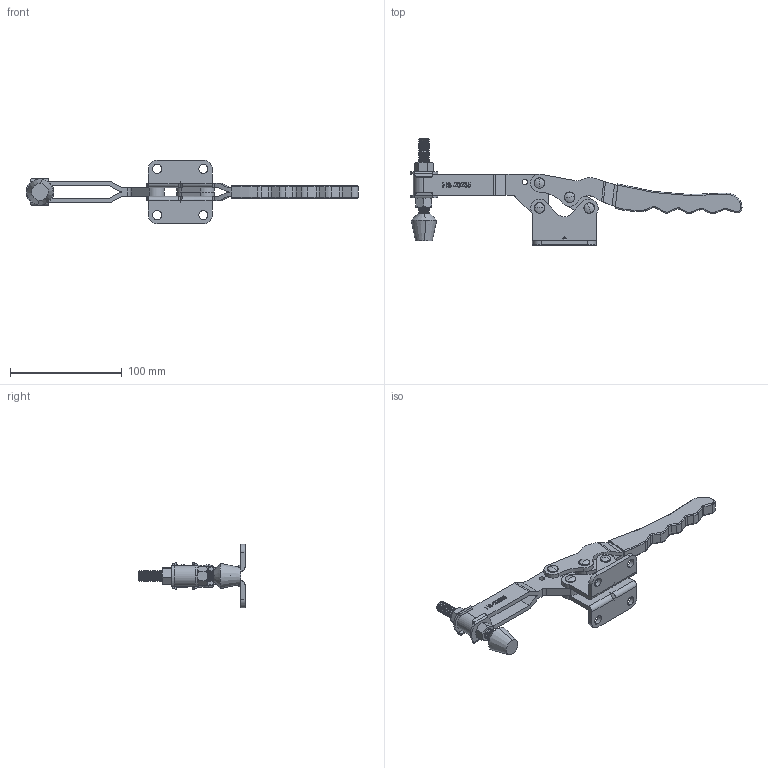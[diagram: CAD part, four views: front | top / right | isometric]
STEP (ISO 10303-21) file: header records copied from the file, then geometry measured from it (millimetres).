
FILE_DESCRIPTION (( 'STEP AP203' ), '1' );
FILE_NAME ('HS-20235.STEP', '2019-10-15T05:58:32', ( '微软用户' ), ( '微软中国' ), 'SwSTEP 2.0', 'SolidWorks 2012', '' );
FILE_SCHEMA (( 'CONFIG_CONTROL_DESIGN' ));
Length unit declared in the file: millimetre
Products named in the file (10): HS-20235; 隊; hex nut_ai_HNUT 0.3750-16-D-N; hex finished bolt_ai_HFBOLT 0.375-16x3x3-S; 揤輸; FW-380; 忒參; 蟀裝; 揤參; 菁釱
Assembly tree (16 placements, depth 2):
  HS-20235
    菁釱  x2
    揤參
    蟀裝  x2
    忒參
    FW-380  x2
    揤輸
    hex finished bolt_ai_HFBOLT 0.375-16x3x3-S
    hex nut_ai_HNUT 0.3750-16-D-N  x2
    隊  x4
Bounding box: 297.54 x 95.12 x 57.1 mm (x, y, z)
Volume: 97505 mm3; surface area: 54850 mm2
Topology: 16 solids, 16 shells, 1113 faces, 2912 edges, 1864 vertices
Faces by surface type: plane 483, cylinder 285, cone 232, torus 60, bspline 43, sphere 10
Entity records: 33539 total; most frequent: CARTESIAN_POINT 8077, ORIENTED_EDGE 5114, DIRECTION 5071, EDGE_CURVE 2557, AXIS2_PLACEMENT_3D 1741, VERTEX_POINT 1643, LINE 1589, VECTOR 1589
